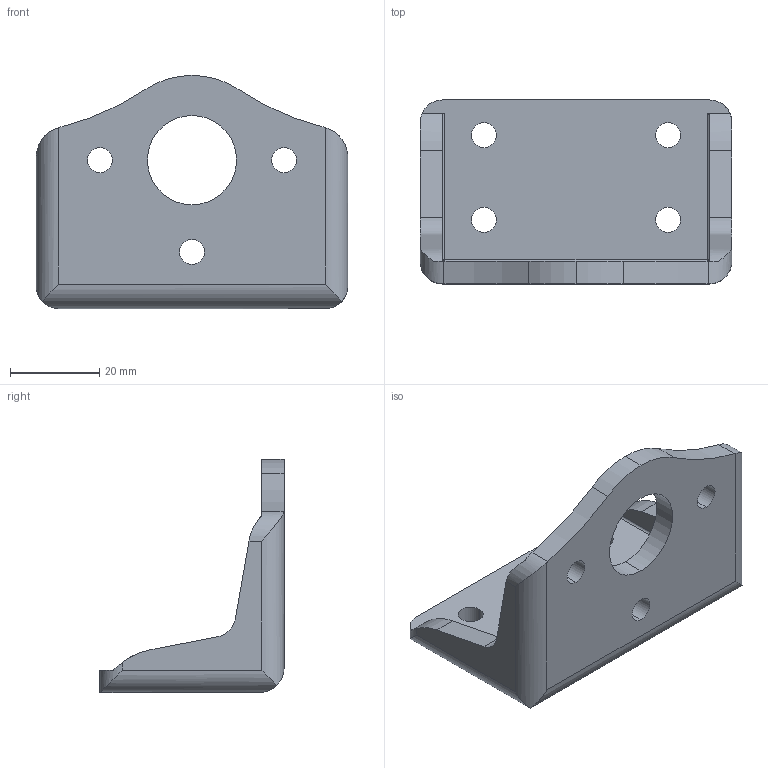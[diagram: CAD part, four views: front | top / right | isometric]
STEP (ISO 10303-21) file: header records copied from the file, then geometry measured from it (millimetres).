
FILE_DESCRIPTION (( 'STEP AP203' ), '1' );
FILE_NAME ('HS-36205.STEP', '2019-08-08T03:04:35', ( '微软用户' ), ( '微软中国' ), 'SwSTEP 2.0', 'SolidWorks 2012', '' );
FILE_SCHEMA (( 'CONFIG_CONTROL_DESIGN' ));
Length unit declared in the file: millimetre
Products named in the file (1): HS-36205
Bounding box: 69.9 x 41.3 x 52.3 mm (x, y, z)
Volume: 27956 mm3; surface area: 13368 mm2
Topology: 1 solids, 1 shells, 55 faces, 153 edges, 98 vertices
Faces by surface type: cylinder 40, plane 13, sphere 2
Entity records: 1992 total; most frequent: CARTESIAN_POINT 471, DIRECTION 305, ORIENTED_EDGE 302, EDGE_CURVE 151, AXIS2_PLACEMENT_3D 118, VERTEX_POINT 98, EDGE_LOOP 71, VECTOR 69
